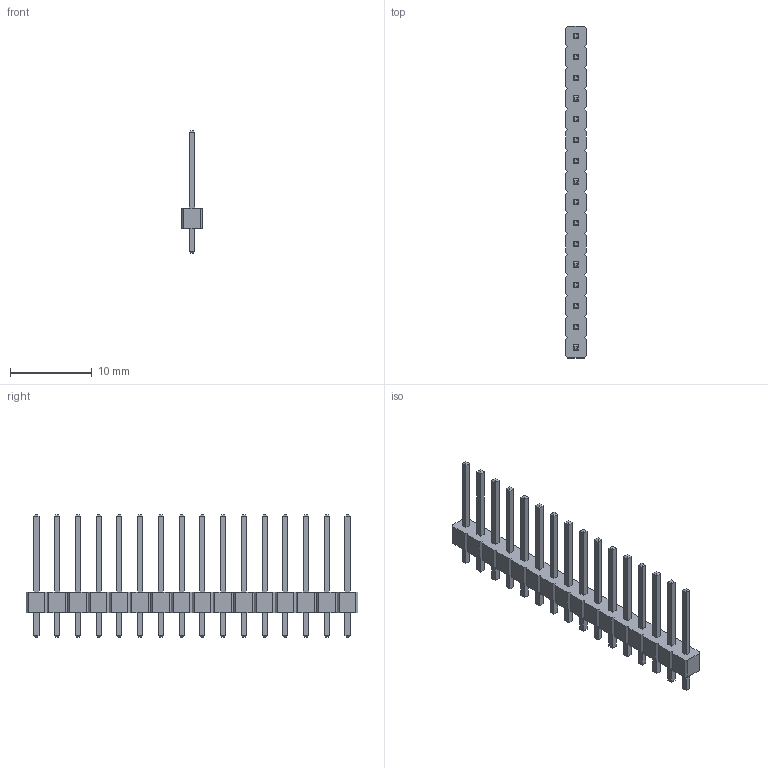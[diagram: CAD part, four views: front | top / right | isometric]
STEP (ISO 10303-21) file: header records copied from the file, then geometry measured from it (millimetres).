
FILE_DESCRIPTION(/* description */ (''),/* implementation_level */ '2;1');
FILE_NAME(/* name */ 'PinHeader_1x16_P2.54mm_Vertical.step',/* time_stamp */ '2024-08-29T02:03:46+02:00',/* author */ (''),/* organization */ (''),/* preprocessor_version */ 'ST-DEVELOPER v20',/* originating_system */ 'Autodesk Translation Framework v13.14.0.145',/* authorisation */ '');
FILE_SCHEMA (('AUTOMOTIVE_DESIGN { 1 0 10303 214 3 1 1 }'));
Length unit declared in the file: millimetre
Products named in the file (1): PinHeader_1x16_P2.54mm_Vertical
Bounding box: 2.54 x 40.64 x 15 mm (x, y, z)
Volume: 337.7 mm3; surface area: 937.5 mm2
Topology: 1 solids, 1 shells, 388 faces, 934 edges, 580 vertices
Faces by surface type: plane 388
Entity records: 11021 total; most frequent: CARTESIAN_POINT 1903, ORIENTED_EDGE 1868, DIRECTION 1712, LINE 934, VECTOR 934, EDGE_CURVE 934, VERTEX_POINT 580, EDGE_LOOP 420
